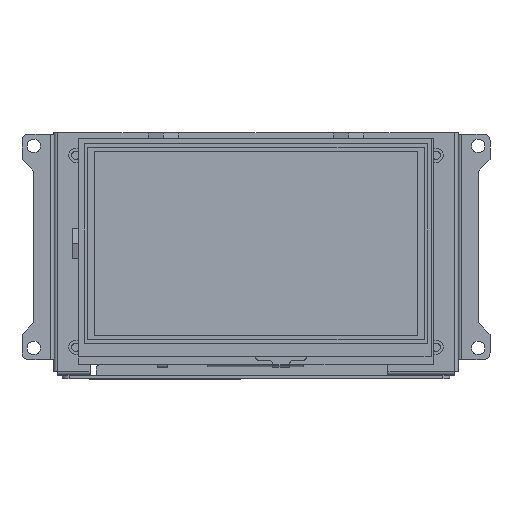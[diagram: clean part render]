
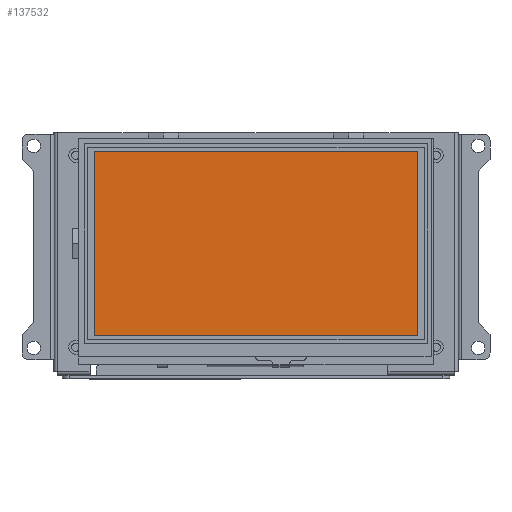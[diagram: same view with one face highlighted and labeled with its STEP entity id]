
A CAD part, top view. The second image highlights one B-rep face of the part: STEP entity #137532.
In plain terms, the highlighted planar face has unit normal (0, 0, 1).
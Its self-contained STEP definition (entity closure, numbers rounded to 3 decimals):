
#6643=FACE_OUTER_BOUND('',#13959,.T.);
#13959=EDGE_LOOP('',(#92163,#92164,#92165,#92166));
#22313=LINE('',#193011,#39312);
#22314=LINE('',#193013,#39313);
#22315=LINE('',#193015,#39314);
#22316=LINE('',#193016,#39315);
#39312=VECTOR('',#155759,10.);
#39313=VECTOR('',#155760,10.);
#39314=VECTOR('',#155761,10.);
#39315=VECTOR('',#155762,10.);
#56147=VERTEX_POINT('',#193009);
#56148=VERTEX_POINT('',#193010);
#56149=VERTEX_POINT('',#193012);
#56150=VERTEX_POINT('',#193014);
#70189=EDGE_CURVE('',#56147,#56148,#22313,.T.);
#70190=EDGE_CURVE('',#56148,#56149,#22314,.T.);
#70191=EDGE_CURVE('',#56149,#56150,#22315,.T.);
#70192=EDGE_CURVE('',#56150,#56147,#22316,.T.);
#92163=ORIENTED_EDGE('',*,*,#70189,.T.);
#92164=ORIENTED_EDGE('',*,*,#70190,.T.);
#92165=ORIENTED_EDGE('',*,*,#70191,.T.);
#92166=ORIENTED_EDGE('',*,*,#70192,.T.);
#131950=PLANE('',#144968);
#137532=ADVANCED_FACE('',(#6643),#131950,.T.);
#144968=AXIS2_PLACEMENT_3D('',#193008,#155757,#155758);
#155757=DIRECTION('center_axis',(0.,0.,1.));
#155758=DIRECTION('ref_axis',(0.,-1.,0.));
#155759=DIRECTION('',(1.,0.,0.));
#155760=DIRECTION('',(0.,1.,0.));
#155761=DIRECTION('',(-1.,0.,0.));
#155762=DIRECTION('',(0.,-1.,0.));
#193008=CARTESIAN_POINT('Origin',(-0.385,-33.69,
4.06));
#193009=CARTESIAN_POINT('',(-48.07,-27.456,4.06));
#193010=CARTESIAN_POINT('',(47.97,-27.456,4.06));
#193011=CARTESIAN_POINT('',(-24.228,-27.456,4.06));
#193012=CARTESIAN_POINT('',(47.97,27.4,4.06));
#193013=CARTESIAN_POINT('',(47.97,-30.573,4.06));
#193014=CARTESIAN_POINT('',(-48.07,27.4,4.06));
#193015=CARTESIAN_POINT('',(23.793,27.4,4.06));
#193016=CARTESIAN_POINT('',(-48.07,-3.145,4.06));
